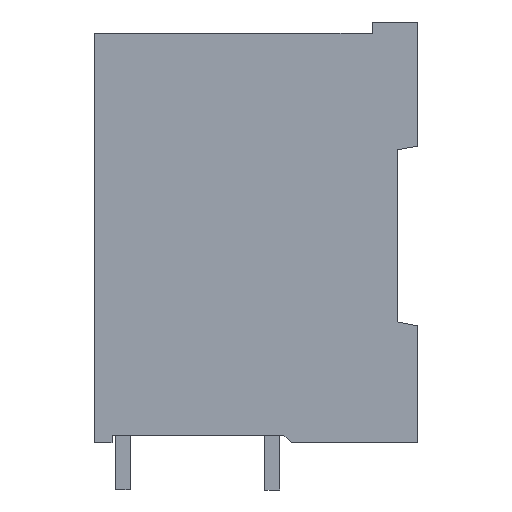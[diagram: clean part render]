
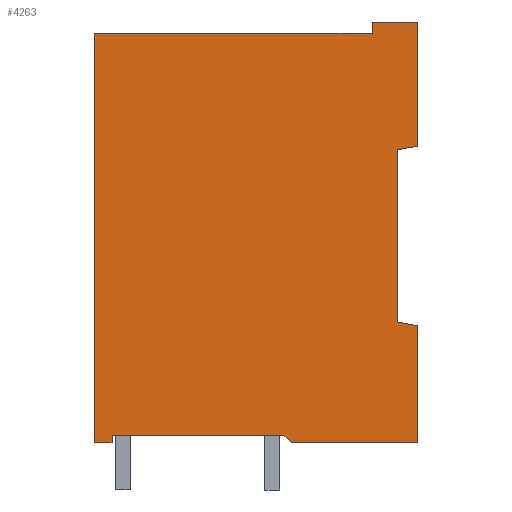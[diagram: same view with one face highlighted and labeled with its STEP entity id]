
A CAD part, left-side view. The second image highlights one B-rep face of the part: STEP entity #4263.
In plain terms, the highlighted planar face has unit normal (-1, 0, 0).
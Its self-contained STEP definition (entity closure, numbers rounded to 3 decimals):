
#4183=AXIS2_PLACEMENT_3D('Plane Axis2P3D',#4180,#4181,#4182) ;
#1371=CARTESIAN_POINT('Line Origine',(0.,0.7,23.277)) ;
#1375=CARTESIAN_POINT('Vertex',(0.,1.4,23.153)) ;
#1377=CARTESIAN_POINT('Vertex',(0.,0.,23.4)) ;
#2123=CARTESIAN_POINT('Line Origine',(0.,21.4,3.2)) ;
#2127=CARTESIAN_POINT('Vertex',(0.,22.,3.2)) ;
#2129=CARTESIAN_POINT('Vertex',(0.,20.8,3.2)) ;
#2174=CARTESIAN_POINT('Vertex',(0.,20.8,3.7)) ;
#2177=CARTESIAN_POINT('Line Origine',(0.,20.8,3.45)) ;
#2189=CARTESIAN_POINT('Line Origine',(0.,4.3,3.2)) ;
#2193=CARTESIAN_POINT('Vertex',(0.,8.6,3.2)) ;
#2195=CARTESIAN_POINT('Vertex',(0.,0.,3.2)) ;
#4180=CARTESIAN_POINT('Axis2P3D Location',(0.,22.,0.)) ;
#4185=CARTESIAN_POINT('Line Origine',(0.,11.,3.7)) ;
#4189=CARTESIAN_POINT('Vertex',(0.,9.1,3.7)) ;
#4193=CARTESIAN_POINT('Control Point',(0.,9.1,3.7)) ;
#4194=CARTESIAN_POINT('Control Point',(0.,8.6,3.2)) ;
#4196=CARTESIAN_POINT('Line Origine',(0.,0.,17.525)) ;
#4200=CARTESIAN_POINT('Vertex',(0.,0.,11.17)) ;
#4204=CARTESIAN_POINT('Control Point',(0.,0.,11.17)) ;
#4205=CARTESIAN_POINT('Control Point',(0.,1.4,11.439)) ;
#4206=CARTESIAN_POINT('Vertex',(0.,1.4,11.439)) ;
#4209=CARTESIAN_POINT('Line Origine',(0.,1.4,17.525)) ;
#4214=CARTESIAN_POINT('Line Origine',(0.,0.,17.525)) ;
#4218=CARTESIAN_POINT('Vertex',(0.,0.,31.85)) ;
#4221=CARTESIAN_POINT('Line Origine',(0.,11.,31.85)) ;
#4225=CARTESIAN_POINT('Vertex',(0.,3.1,31.85)) ;
#4228=CARTESIAN_POINT('Line Origine',(0.,3.1,17.525)) ;
#4232=CARTESIAN_POINT('Vertex',(0.,3.1,31.08)) ;
#4235=CARTESIAN_POINT('Line Origine',(0.,11.,31.08)) ;
#4239=CARTESIAN_POINT('Vertex',(0.,22.,31.08)) ;
#4242=CARTESIAN_POINT('Line Origine',(0.,22.,17.525)) ;
#1372=DIRECTION('Vector Direction',(0.,-0.985,0.174)) ;
#2124=DIRECTION('Vector Direction',(0.,-1.,0.)) ;
#2178=DIRECTION('Vector Direction',(0.,0.,-1.)) ;
#2190=DIRECTION('Vector Direction',(0.,-1.,0.)) ;
#4181=DIRECTION('Axis2P3D Direction',(-1.,0.,0.)) ;
#4182=DIRECTION('Axis2P3D XDirection',(0.,-1.,0.)) ;
#4186=DIRECTION('Vector Direction',(0.,-1.,0.)) ;
#4197=DIRECTION('Vector Direction',(0.,0.,1.)) ;
#4210=DIRECTION('Vector Direction',(0.,0.,1.)) ;
#4215=DIRECTION('Vector Direction',(0.,0.,1.)) ;
#4222=DIRECTION('Vector Direction',(0.,-1.,0.)) ;
#4229=DIRECTION('Vector Direction',(0.,0.,1.)) ;
#4236=DIRECTION('Vector Direction',(0.,-1.,0.)) ;
#4243=DIRECTION('Vector Direction',(0.,0.,1.)) ;
#1373=VECTOR('Line Direction',#1372,1.) ;
#2125=VECTOR('Line Direction',#2124,1.) ;
#2179=VECTOR('Line Direction',#2178,1.) ;
#2191=VECTOR('Line Direction',#2190,1.) ;
#4187=VECTOR('Line Direction',#4186,1.) ;
#4198=VECTOR('Line Direction',#4197,1.) ;
#4211=VECTOR('Line Direction',#4210,1.) ;
#4216=VECTOR('Line Direction',#4215,1.) ;
#4223=VECTOR('Line Direction',#4222,1.) ;
#4230=VECTOR('Line Direction',#4229,1.) ;
#4237=VECTOR('Line Direction',#4236,1.) ;
#4244=VECTOR('Line Direction',#4243,1.) ;
#4248=ORIENTED_EDGE('',*,*,#2131,.T.) ;
#4249=ORIENTED_EDGE('',*,*,#2181,.F.) ;
#4250=ORIENTED_EDGE('',*,*,#4191,.T.) ;
#4251=ORIENTED_EDGE('',*,*,#4195,.T.) ;
#4252=ORIENTED_EDGE('',*,*,#2197,.T.) ;
#4253=ORIENTED_EDGE('',*,*,#4202,.T.) ;
#4254=ORIENTED_EDGE('',*,*,#4208,.T.) ;
#4255=ORIENTED_EDGE('',*,*,#4213,.T.) ;
#4256=ORIENTED_EDGE('',*,*,#1379,.T.) ;
#4257=ORIENTED_EDGE('',*,*,#4220,.T.) ;
#4258=ORIENTED_EDGE('',*,*,#4227,.T.) ;
#4259=ORIENTED_EDGE('',*,*,#4234,.T.) ;
#4260=ORIENTED_EDGE('',*,*,#4241,.T.) ;
#4261=ORIENTED_EDGE('',*,*,#4246,.T.) ;
#4263=ADVANCED_FACE('Model',(#4262),#4184,.T.) ;
#4192=B_SPLINE_CURVE_WITH_KNOTS('',1,(#4193,#4194),.UNSPECIFIED.,.F.,.U.,(2,2),(-0.354,0.354),.UNSPECIFIED.) ;
#4203=B_SPLINE_CURVE_WITH_KNOTS('',1,(#4204,#4205),.UNSPECIFIED.,.F.,.U.,(2,2),(-0.713,0.713),.UNSPECIFIED.) ;
#1379=EDGE_CURVE('',#1376,#1378,#1374,.T.) ;
#2131=EDGE_CURVE('',#2128,#2130,#2126,.T.) ;
#2181=EDGE_CURVE('',#2175,#2130,#2180,.T.) ;
#2197=EDGE_CURVE('',#2194,#2196,#2192,.T.) ;
#4191=EDGE_CURVE('',#2175,#4190,#4188,.T.) ;
#4195=EDGE_CURVE('',#4190,#2194,#4192,.T.) ;
#4202=EDGE_CURVE('',#2196,#4201,#4199,.T.) ;
#4208=EDGE_CURVE('',#4201,#4207,#4203,.T.) ;
#4213=EDGE_CURVE('',#4207,#1376,#4212,.T.) ;
#4220=EDGE_CURVE('',#1378,#4219,#4217,.T.) ;
#4227=EDGE_CURVE('',#4219,#4226,#4224,.F.) ;
#4234=EDGE_CURVE('',#4226,#4233,#4231,.F.) ;
#4241=EDGE_CURVE('',#4233,#4240,#4238,.F.) ;
#4246=EDGE_CURVE('',#4240,#2128,#4245,.F.) ;
#4247=EDGE_LOOP('',(#4248,#4249,#4250,#4251,#4252,#4253,#4254,#4255,#4256,#4257,#4258,#4259,#4260,#4261)) ;
#4262=FACE_OUTER_BOUND('',#4247,.T.) ;
#1374=LINE('Line',#1371,#1373) ;
#2126=LINE('Line',#2123,#2125) ;
#2180=LINE('Line',#2177,#2179) ;
#2192=LINE('Line',#2189,#2191) ;
#4188=LINE('Line',#4185,#4187) ;
#4199=LINE('Line',#4196,#4198) ;
#4212=LINE('Line',#4209,#4211) ;
#4217=LINE('Line',#4214,#4216) ;
#4224=LINE('Line',#4221,#4223) ;
#4231=LINE('Line',#4228,#4230) ;
#4238=LINE('Line',#4235,#4237) ;
#4245=LINE('Line',#4242,#4244) ;
#4184=PLANE('',#4183) ;
#1376=VERTEX_POINT('',#1375) ;
#1378=VERTEX_POINT('',#1377) ;
#2128=VERTEX_POINT('',#2127) ;
#2130=VERTEX_POINT('',#2129) ;
#2175=VERTEX_POINT('',#2174) ;
#2194=VERTEX_POINT('',#2193) ;
#2196=VERTEX_POINT('',#2195) ;
#4190=VERTEX_POINT('',#4189) ;
#4201=VERTEX_POINT('',#4200) ;
#4207=VERTEX_POINT('',#4206) ;
#4219=VERTEX_POINT('',#4218) ;
#4226=VERTEX_POINT('',#4225) ;
#4233=VERTEX_POINT('',#4232) ;
#4240=VERTEX_POINT('',#4239) ;
